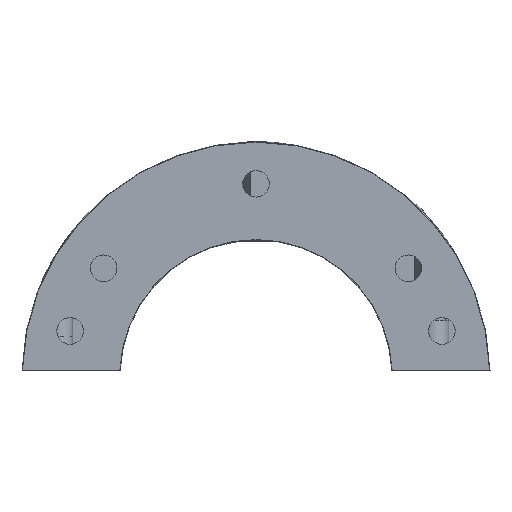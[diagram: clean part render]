
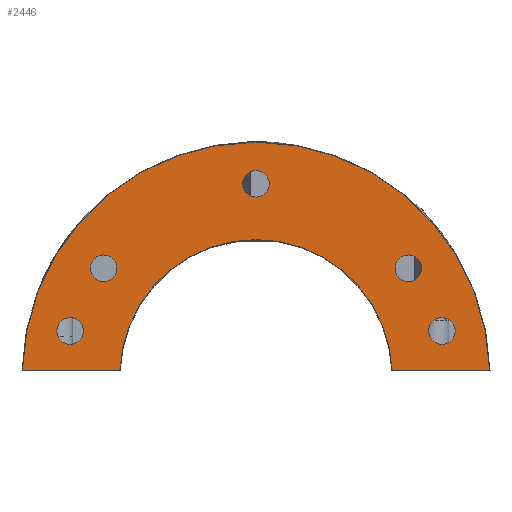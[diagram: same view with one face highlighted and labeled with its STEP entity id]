
A CAD part, front view. The second image highlights one B-rep face of the part: STEP entity #2446.
In plain terms, the highlighted planar face has unit normal (0, -1, 0).
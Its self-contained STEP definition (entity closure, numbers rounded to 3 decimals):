
#109=FACE_BOUND('',#460,.T.);
#110=FACE_BOUND('',#461,.T.);
#111=FACE_BOUND('',#462,.T.);
#112=FACE_BOUND('',#463,.T.);
#113=FACE_BOUND('',#464,.T.);
#159=CIRCLE('',#2658,32.6);
#164=CIRCLE('',#2668,55.9);
#171=CIRCLE('',#2677,3.175);
#172=CIRCLE('',#2679,3.175);
#173=CIRCLE('',#2681,3.175);
#174=CIRCLE('',#2683,3.175);
#175=CIRCLE('',#2685,3.175);
#296=FACE_OUTER_BOUND('',#459,.T.);
#459=EDGE_LOOP('',(#2109,#2110,#2111,#2112));
#460=EDGE_LOOP('',(#2113));
#461=EDGE_LOOP('',(#2114));
#462=EDGE_LOOP('',(#2115));
#463=EDGE_LOOP('',(#2116));
#464=EDGE_LOOP('',(#2117));
#493=LINE('',#3445,#722);
#672=LINE('',#4176,#901);
#722=VECTOR('',#2731,10.);
#901=VECTOR('',#3248,10.);
#968=VERTEX_POINT('',#3432);
#970=VERTEX_POINT('',#3444);
#1134=VERTEX_POINT('',#4126);
#1138=VERTEX_POINT('',#4165);
#1144=VERTEX_POINT('',#4198);
#1145=VERTEX_POINT('',#4202);
#1146=VERTEX_POINT('',#4206);
#1147=VERTEX_POINT('',#4210);
#1148=VERTEX_POINT('',#4214);
#1186=EDGE_CURVE('',#968,#970,#493,.T.);
#1449=EDGE_CURVE('',#1134,#968,#159,.T.);
#1456=EDGE_CURVE('',#1134,#1138,#672,.T.);
#1460=EDGE_CURVE('',#970,#1138,#164,.T.);
#1468=EDGE_CURVE('',#1144,#1144,#171,.T.);
#1470=EDGE_CURVE('',#1145,#1145,#172,.T.);
#1472=EDGE_CURVE('',#1146,#1146,#173,.T.);
#1474=EDGE_CURVE('',#1147,#1147,#174,.T.);
#1476=EDGE_CURVE('',#1148,#1148,#175,.T.);
#2109=ORIENTED_EDGE('',*,*,#1449,.F.);
#2110=ORIENTED_EDGE('',*,*,#1456,.T.);
#2111=ORIENTED_EDGE('',*,*,#1460,.F.);
#2112=ORIENTED_EDGE('',*,*,#1186,.F.);
#2113=ORIENTED_EDGE('',*,*,#1476,.T.);
#2114=ORIENTED_EDGE('',*,*,#1474,.T.);
#2115=ORIENTED_EDGE('',*,*,#1472,.T.);
#2116=ORIENTED_EDGE('',*,*,#1470,.T.);
#2117=ORIENTED_EDGE('',*,*,#1468,.T.);
#2313=PLANE('',#2691);
#2446=ADVANCED_FACE('',(#296,#109,#110,#111,#112,#113),#2313,.F.);
#2658=AXIS2_PLACEMENT_3D('',#4137,#3240,#3241);
#2668=AXIS2_PLACEMENT_3D('',#4184,#3263,#3264);
#2677=AXIS2_PLACEMENT_3D('',#4200,#3282,#3283);
#2679=AXIS2_PLACEMENT_3D('',#4204,#3287,#3288);
#2681=AXIS2_PLACEMENT_3D('',#4208,#3292,#3293);
#2683=AXIS2_PLACEMENT_3D('',#4212,#3297,#3298);
#2685=AXIS2_PLACEMENT_3D('',#4216,#3302,#3303);
#2691=AXIS2_PLACEMENT_3D('',#4222,#3314,#3315);
#2731=DIRECTION('',(-1.,0.,0.));
#3240=DIRECTION('center_axis',(0.,-1.,0.));
#3241=DIRECTION('ref_axis',(0.,0.,1.));
#3248=DIRECTION('',(1.,0.,0.));
#3263=DIRECTION('center_axis',(0.,1.,0.));
#3264=DIRECTION('ref_axis',(0.,0.,1.));
#3282=DIRECTION('center_axis',(0.,1.,0.));
#3283=DIRECTION('ref_axis',(1.,0.,0.));
#3287=DIRECTION('center_axis',(0.,1.,0.));
#3288=DIRECTION('ref_axis',(1.,0.,0.));
#3292=DIRECTION('center_axis',(0.,1.,0.));
#3293=DIRECTION('ref_axis',(1.,0.,0.));
#3297=DIRECTION('center_axis',(0.,1.,0.));
#3298=DIRECTION('ref_axis',(1.,0.,0.));
#3302=DIRECTION('center_axis',(0.,1.,0.));
#3303=DIRECTION('ref_axis',(1.,0.,0.));
#3314=DIRECTION('center_axis',(0.,1.,0.));
#3315=DIRECTION('ref_axis',(1.,0.,0.));
#3432=CARTESIAN_POINT('',(-0.1,0.,0.));
#3444=CARTESIAN_POINT('',(-23.412,0.,0.));
#3445=CARTESIAN_POINT('',(0.,0.,0.));
#4126=CARTESIAN_POINT('',(65.044,0.,0.));
#4137=CARTESIAN_POINT('Origin',(32.472,0.,-1.349));
#4165=CARTESIAN_POINT('',(88.356,0.,0.));
#4176=CARTESIAN_POINT('',(64.944,0.,0.));
#4184=CARTESIAN_POINT('Origin',(32.472,0.,-1.339));
#4198=CARTESIAN_POINT('',(73.769,0.,9.4));
#4200=CARTESIAN_POINT('Origin',(76.944,0.,9.4));
#4202=CARTESIAN_POINT('',(29.297,0.,44.603));
#4204=CARTESIAN_POINT('Origin',(32.472,0.,44.603));
#4206=CARTESIAN_POINT('',(-7.175,0.,24.4));
#4208=CARTESIAN_POINT('Origin',(-4.,0.,24.4));
#4210=CARTESIAN_POINT('',(-15.175,0.,9.4));
#4212=CARTESIAN_POINT('Origin',(-12.,0.,9.4));
#4214=CARTESIAN_POINT('',(65.769,0.,24.4));
#4216=CARTESIAN_POINT('Origin',(68.944,0.,24.4));
#4222=CARTESIAN_POINT('Origin',(32.472,0.,27.331));
